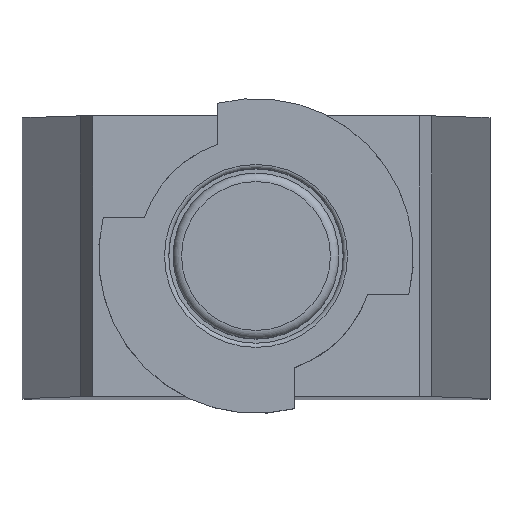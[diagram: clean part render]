
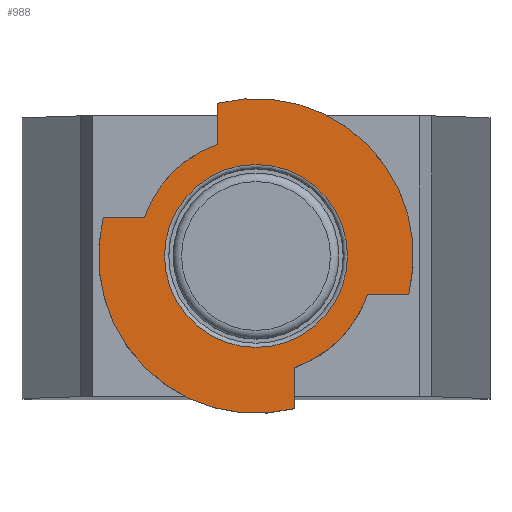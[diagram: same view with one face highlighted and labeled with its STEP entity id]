
A CAD part, top view. The second image highlights one B-rep face of the part: STEP entity #988.
In plain terms, the highlighted planar face has unit normal (0, 0, 1).
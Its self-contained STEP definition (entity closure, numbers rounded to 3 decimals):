
#24=CIRCLE('',#1017,3.7);
#41=CIRCLE('',#1052,2.15);
#42=CIRCLE('',#1054,3.7);
#43=CIRCLE('',#1055,2.775);
#44=CIRCLE('',#1056,2.775);
#162=ORIENTED_EDGE('',*,*,#320,.F.);
#163=ORIENTED_EDGE('',*,*,#321,.F.);
#164=ORIENTED_EDGE('',*,*,#322,.T.);
#165=ORIENTED_EDGE('',*,*,#323,.F.);
#166=ORIENTED_EDGE('',*,*,#269,.F.);
#167=ORIENTED_EDGE('',*,*,#324,.F.);
#168=ORIENTED_EDGE('',*,*,#325,.T.);
#169=ORIENTED_EDGE('',*,*,#326,.F.);
#170=ORIENTED_EDGE('',*,*,#319,.T.);
#269=EDGE_CURVE('',#367,#368,#24,.T.);
#319=EDGE_CURVE('',#404,#404,#41,.T.);
#320=EDGE_CURVE('',#405,#406,#42,.T.);
#321=EDGE_CURVE('',#407,#405,#466,.T.);
#322=EDGE_CURVE('',#407,#408,#43,.T.);
#323=EDGE_CURVE('',#368,#408,#467,.T.);
#324=EDGE_CURVE('',#409,#367,#468,.T.);
#325=EDGE_CURVE('',#409,#410,#44,.T.);
#326=EDGE_CURVE('',#406,#410,#469,.T.);
#367=VERTEX_POINT('',#1316);
#368=VERTEX_POINT('',#1318);
#404=VERTEX_POINT('',#1422);
#405=VERTEX_POINT('',#1425);
#406=VERTEX_POINT('',#1426);
#407=VERTEX_POINT('',#1428);
#408=VERTEX_POINT('',#1430);
#409=VERTEX_POINT('',#1433);
#410=VERTEX_POINT('',#1435);
#466=LINE('',#1427,#532);
#467=LINE('',#1431,#533);
#468=LINE('',#1432,#534);
#469=LINE('',#1436,#535);
#532=VECTOR('',#1210,1000.);
#533=VECTOR('',#1213,1000.);
#534=VECTOR('',#1214,1000.);
#535=VECTOR('',#1217,1000.);
#585=EDGE_LOOP('',(#162,#163,#164,#165,#166,#167,#168,#169));
#586=EDGE_LOOP('',(#170));
#635=FACE_BOUND('',#585,.T.);
#636=FACE_BOUND('',#586,.T.);
#672=PLANE('',#1053);
#988=ADVANCED_FACE('',(#635,#636),#672,.F.);
#1017=AXIS2_PLACEMENT_3D('',#1317,#1101,#1102);
#1052=AXIS2_PLACEMENT_3D('',#1421,#1204,#1205);
#1053=AXIS2_PLACEMENT_3D('',#1423,#1206,#1207);
#1054=AXIS2_PLACEMENT_3D('',#1424,#1208,#1209);
#1055=AXIS2_PLACEMENT_3D('',#1429,#1211,#1212);
#1056=AXIS2_PLACEMENT_3D('',#1434,#1215,#1216);
#1101=DIRECTION('',(0.,0.,-1.));
#1102=DIRECTION('',(-1.,0.,0.));
#1204=DIRECTION('',(0.,0.,-1.));
#1205=DIRECTION('',(-1.,0.,0.));
#1206=DIRECTION('',(0.,0.,-1.));
#1207=DIRECTION('',(-1.,0.,0.));
#1208=DIRECTION('',(0.,0.,-1.));
#1209=DIRECTION('',(-1.,0.,0.));
#1210=DIRECTION('',(0.,1.,0.));
#1211=DIRECTION('',(0.,0.,1.));
#1212=DIRECTION('',(1.,0.,0.));
#1213=DIRECTION('',(1.,0.,0.));
#1214=DIRECTION('',(0.,-1.,0.));
#1215=DIRECTION('',(0.,0.,1.));
#1216=DIRECTION('',(1.,0.,0.));
#1217=DIRECTION('',(-1.,0.,0.));
#1316=CARTESIAN_POINT('',(0.9,-3.589,0.));
#1317=CARTESIAN_POINT('',(0.,0.,0.));
#1318=CARTESIAN_POINT('',(-3.589,0.9,0.));
#1421=CARTESIAN_POINT('',(0.,0.,0.));
#1422=CARTESIAN_POINT('',(-2.15,0.,0.));
#1423=CARTESIAN_POINT('',(0.,2.15,0.));
#1424=CARTESIAN_POINT('',(0.,0.,0.));
#1425=CARTESIAN_POINT('',(-0.9,3.589,0.));
#1426=CARTESIAN_POINT('',(3.589,-0.9,0.));
#1427=CARTESIAN_POINT('',(-0.9,2.625,0.));
#1428=CARTESIAN_POINT('',(-0.9,2.625,0.));
#1429=CARTESIAN_POINT('',(0.,0.,0.));
#1430=CARTESIAN_POINT('',(-2.625,0.9,0.));
#1431=CARTESIAN_POINT('',(-3.589,0.9,0.));
#1432=CARTESIAN_POINT('',(0.9,-2.625,0.));
#1433=CARTESIAN_POINT('',(0.9,-2.625,0.));
#1434=CARTESIAN_POINT('',(0.,0.,0.));
#1435=CARTESIAN_POINT('',(2.625,-0.9,0.));
#1436=CARTESIAN_POINT('',(3.589,-0.9,0.));
